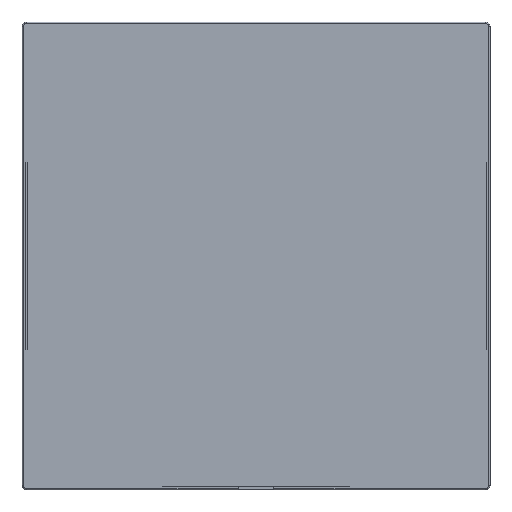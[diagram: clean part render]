
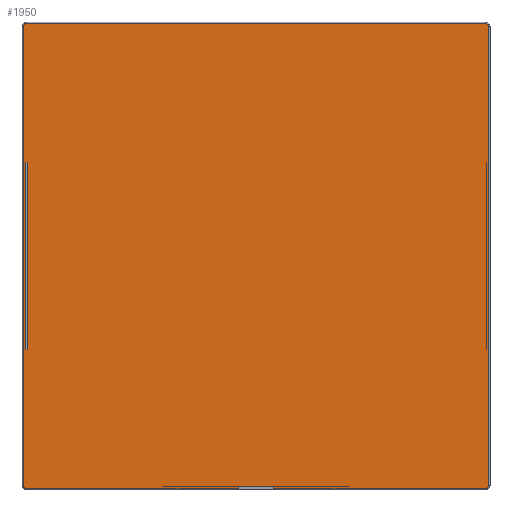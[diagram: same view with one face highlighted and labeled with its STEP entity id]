
A CAD part, left-side view. The second image highlights one B-rep face of the part: STEP entity #1950.
In plain terms, the highlighted planar face has unit normal (-1, 0, 0).
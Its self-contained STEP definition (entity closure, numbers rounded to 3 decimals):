
#49=PLANE('',#2238);
#119=ELLIPSE('',#2239,1.001,1.);
#120=ELLIPSE('',#2240,1.001,1.);
#121=ELLIPSE('',#2241,1.001,1.);
#122=ELLIPSE('',#2242,1.001,1.);
#249=LINE('',#3411,#409);
#255=LINE('',#3424,#415);
#258=LINE('',#3430,#418);
#264=LINE('',#3443,#424);
#265=LINE('',#3446,#425);
#266=LINE('',#3448,#426);
#267=LINE('',#3450,#427);
#268=LINE('',#3451,#428);
#269=LINE('',#3453,#429);
#270=LINE('',#3455,#430);
#271=LINE('',#3457,#431);
#272=LINE('',#3459,#432);
#273=LINE('',#3463,#433);
#274=LINE('',#3467,#434);
#275=LINE('',#3471,#435);
#276=LINE('',#3475,#436);
#277=LINE('',#3477,#437);
#278=LINE('',#3479,#438);
#279=LINE('',#3480,#439);
#280=LINE('',#3481,#440);
#409=VECTOR('',#2730,1000.);
#415=VECTOR('',#2738,1000.);
#418=VECTOR('',#2743,1000.);
#424=VECTOR('',#2755,1000.);
#425=VECTOR('',#2756,1000.);
#426=VECTOR('',#2757,1000.);
#427=VECTOR('',#2758,1000.);
#428=VECTOR('',#2759,1000.);
#429=VECTOR('',#2760,1000.);
#430=VECTOR('',#2761,1000.);
#431=VECTOR('',#2762,1000.);
#432=VECTOR('',#2763,1000.);
#433=VECTOR('',#2766,1000.);
#434=VECTOR('',#2769,1000.);
#435=VECTOR('',#2772,1000.);
#436=VECTOR('',#2775,1000.);
#437=VECTOR('',#2776,1000.);
#438=VECTOR('',#2777,1000.);
#439=VECTOR('',#2778,1000.);
#440=VECTOR('',#2779,1000.);
#869=ORIENTED_EDGE('',*,*,#1257,.T.);
#870=ORIENTED_EDGE('',*,*,#1258,.F.);
#871=ORIENTED_EDGE('',*,*,#1259,.T.);
#872=ORIENTED_EDGE('',*,*,#1260,.T.);
#873=ORIENTED_EDGE('',*,*,#1261,.T.);
#874=ORIENTED_EDGE('',*,*,#1247,.F.);
#875=ORIENTED_EDGE('',*,*,#1262,.T.);
#876=ORIENTED_EDGE('',*,*,#1263,.T.);
#877=ORIENTED_EDGE('',*,*,#1264,.T.);
#878=ORIENTED_EDGE('',*,*,#1265,.T.);
#879=ORIENTED_EDGE('',*,*,#1266,.T.);
#880=ORIENTED_EDGE('',*,*,#1267,.T.);
#881=ORIENTED_EDGE('',*,*,#1268,.T.);
#882=ORIENTED_EDGE('',*,*,#1269,.T.);
#883=ORIENTED_EDGE('',*,*,#1270,.T.);
#884=ORIENTED_EDGE('',*,*,#1271,.T.);
#885=ORIENTED_EDGE('',*,*,#1272,.T.);
#886=ORIENTED_EDGE('',*,*,#1273,.T.);
#887=ORIENTED_EDGE('',*,*,#1274,.T.);
#888=ORIENTED_EDGE('',*,*,#1275,.T.);
#889=ORIENTED_EDGE('',*,*,#1276,.T.);
#890=ORIENTED_EDGE('',*,*,#1241,.F.);
#891=ORIENTED_EDGE('',*,*,#1277,.T.);
#892=ORIENTED_EDGE('',*,*,#1250,.T.);
#1241=EDGE_CURVE('',#1487,#1483,#249,.T.);
#1247=EDGE_CURVE('',#1493,#1494,#255,.T.);
#1250=EDGE_CURVE('',#1496,#1497,#258,.T.);
#1257=EDGE_CURVE('',#1500,#1501,#264,.T.);
#1258=EDGE_CURVE('',#1502,#1501,#265,.T.);
#1259=EDGE_CURVE('',#1502,#1503,#266,.T.);
#1260=EDGE_CURVE('',#1503,#1500,#267,.T.);
#1261=EDGE_CURVE('',#1504,#1494,#268,.T.);
#1262=EDGE_CURVE('',#1493,#1505,#269,.T.);
#1263=EDGE_CURVE('',#1505,#1506,#270,.T.);
#1264=EDGE_CURVE('',#1506,#1507,#271,.T.);
#1265=EDGE_CURVE('',#1507,#1508,#272,.T.);
#1266=EDGE_CURVE('',#1508,#1509,#119,.F.);
#1267=EDGE_CURVE('',#1509,#1510,#273,.T.);
#1268=EDGE_CURVE('',#1510,#1511,#120,.F.);
#1269=EDGE_CURVE('',#1511,#1512,#274,.F.);
#1270=EDGE_CURVE('',#1512,#1513,#121,.F.);
#1271=EDGE_CURVE('',#1513,#1514,#275,.T.);
#1272=EDGE_CURVE('',#1514,#1515,#122,.F.);
#1273=EDGE_CURVE('',#1515,#1516,#276,.T.);
#1274=EDGE_CURVE('',#1516,#1517,#277,.T.);
#1275=EDGE_CURVE('',#1517,#1504,#278,.T.);
#1276=EDGE_CURVE('',#1497,#1483,#279,.T.);
#1277=EDGE_CURVE('',#1487,#1496,#280,.T.);
#1483=VERTEX_POINT('',#3399);
#1487=VERTEX_POINT('',#3410);
#1493=VERTEX_POINT('',#3423);
#1494=VERTEX_POINT('',#3425);
#1496=VERTEX_POINT('',#3431);
#1497=VERTEX_POINT('',#3432);
#1500=VERTEX_POINT('',#3444);
#1501=VERTEX_POINT('',#3445);
#1502=VERTEX_POINT('',#3447);
#1503=VERTEX_POINT('',#3449);
#1504=VERTEX_POINT('',#3452);
#1505=VERTEX_POINT('',#3454);
#1506=VERTEX_POINT('',#3456);
#1507=VERTEX_POINT('',#3458);
#1508=VERTEX_POINT('',#3460);
#1509=VERTEX_POINT('',#3462);
#1510=VERTEX_POINT('',#3464);
#1511=VERTEX_POINT('',#3466);
#1512=VERTEX_POINT('',#3468);
#1513=VERTEX_POINT('',#3470);
#1514=VERTEX_POINT('',#3472);
#1515=VERTEX_POINT('',#3474);
#1516=VERTEX_POINT('',#3476);
#1517=VERTEX_POINT('',#3478);
#1716=EDGE_LOOP('',(#869,#870,#871,#872));
#1717=EDGE_LOOP('',(#873,#874,#875,#876,#877,#878,#879,#880,#881,#882,#883,
#884,#885,#886,#887,#888));
#1718=EDGE_LOOP('',(#889,#890,#891,#892));
#1831=FACE_BOUND('',#1716,.T.);
#1832=FACE_BOUND('',#1717,.T.);
#1833=FACE_BOUND('',#1718,.T.);
#1950=ADVANCED_FACE('',(#1831,#1832,#1833),#49,.F.);
#2238=AXIS2_PLACEMENT_3D('',#3442,#2753,#2754);
#2239=AXIS2_PLACEMENT_3D('',#3461,#2764,#2765);
#2240=AXIS2_PLACEMENT_3D('',#3465,#2767,#2768);
#2241=AXIS2_PLACEMENT_3D('',#3469,#2770,#2771);
#2242=AXIS2_PLACEMENT_3D('',#3473,#2773,#2774);
#2730=DIRECTION('',(0.,0.,1.));
#2738=DIRECTION('',(0.,1.,0.));
#2743=DIRECTION('',(0.,0.,1.));
#2753=DIRECTION('',(1.,0.,0.));
#2754=DIRECTION('',(0.,1.,0.));
#2755=DIRECTION('',(0.,1.,0.));
#2756=DIRECTION('',(0.,0.,-1.));
#2757=DIRECTION('',(0.,-1.,0.));
#2758=DIRECTION('',(0.,0.,-1.));
#2759=DIRECTION('',(0.,0.,1.));
#2760=DIRECTION('',(0.,0.,-1.));
#2761=DIRECTION('',(0.,1.,0.));
#2762=DIRECTION('',(0.,0.,-1.));
#2763=DIRECTION('',(0.,-1.,0.));
#2764=DIRECTION('',(1.,0.,0.));
#2765=DIRECTION('',(0.,0.707,0.707));
#2766=DIRECTION('',(0.,0.,1.));
#2767=DIRECTION('',(1.,0.,0.));
#2768=DIRECTION('',(0.,0.707,-0.707));
#2769=DIRECTION('',(0.,-1.,0.));
#2770=DIRECTION('',(1.,0.,0.));
#2771=DIRECTION('',(0.,-0.707,-0.707));
#2772=DIRECTION('',(0.,0.,-1.));
#2773=DIRECTION('',(1.,0.,0.));
#2774=DIRECTION('',(0.,-0.707,0.707));
#2775=DIRECTION('',(0.,-1.,0.));
#2776=DIRECTION('',(0.,0.,1.));
#2777=DIRECTION('',(0.,1.,0.));
#2778=DIRECTION('',(0.,-1.,0.));
#2779=DIRECTION('',(0.,1.,0.));
#3399=CARTESIAN_POINT('',(49.25,77.179,31.703));
#3410=CARTESIAN_POINT('',(49.25,77.179,-31.703));
#3411=CARTESIAN_POINT('',(49.25,77.179,-77.672));
#3423=CARTESIAN_POINT('',(49.25,-31.703,-77.672));
#3424=CARTESIAN_POINT('',(49.25,-77.672,-77.672));
#3425=CARTESIAN_POINT('',(49.25,31.703,-77.672));
#3430=CARTESIAN_POINT('',(49.25,77.735,-31.703));
#3431=CARTESIAN_POINT('',(49.25,77.735,-31.703));
#3432=CARTESIAN_POINT('',(49.25,77.735,31.703));
#3442=CARTESIAN_POINT('',(49.25,0.,0.));
#3443=CARTESIAN_POINT('',(49.25,-77.735,-31.703));
#3444=CARTESIAN_POINT('',(49.25,-77.735,-31.703));
#3445=CARTESIAN_POINT('',(49.25,-77.672,-31.703));
#3446=CARTESIAN_POINT('',(49.25,-77.672,77.878));
#3447=CARTESIAN_POINT('',(49.25,-77.672,31.703));
#3448=CARTESIAN_POINT('',(49.25,-70.045,31.703));
#3449=CARTESIAN_POINT('',(49.25,-77.735,31.703));
#3450=CARTESIAN_POINT('',(49.25,-77.735,31.703));
#3451=CARTESIAN_POINT('',(49.25,31.703,-77.735));
#3452=CARTESIAN_POINT('',(49.25,31.703,-77.735));
#3453=CARTESIAN_POINT('',(49.25,-31.703,-70.045));
#3454=CARTESIAN_POINT('',(49.25,-31.703,-77.735));
#3455=CARTESIAN_POINT('',(49.25,-31.703,-77.735));
#3456=CARTESIAN_POINT('',(49.25,-6.,-77.735));
#3457=CARTESIAN_POINT('',(49.25,-6.,-70.));
#3458=CARTESIAN_POINT('',(49.25,-6.,-78.485));
#3459=CARTESIAN_POINT('',(49.25,0.,-78.485));
#3460=CARTESIAN_POINT('',(49.25,-77.485,-78.485));
#3461=CARTESIAN_POINT('',(49.25,-77.484,-77.484));
#3462=CARTESIAN_POINT('',(49.25,-78.485,-77.485));
#3463=CARTESIAN_POINT('',(49.25,-78.485,0.));
#3464=CARTESIAN_POINT('',(49.25,-78.485,77.485));
#3465=CARTESIAN_POINT('',(49.25,-77.484,77.484));
#3466=CARTESIAN_POINT('',(49.25,-77.485,78.485));
#3467=CARTESIAN_POINT('',(49.25,0.,78.485));
#3468=CARTESIAN_POINT('',(49.25,77.485,78.485));
#3469=CARTESIAN_POINT('',(49.25,77.484,77.484));
#3470=CARTESIAN_POINT('',(49.25,78.485,77.485));
#3471=CARTESIAN_POINT('',(49.25,78.485,0.));
#3472=CARTESIAN_POINT('',(49.25,78.485,-77.485));
#3473=CARTESIAN_POINT('',(49.25,77.484,-77.484));
#3474=CARTESIAN_POINT('',(49.25,77.485,-78.485));
#3475=CARTESIAN_POINT('',(49.25,0.,-78.485));
#3476=CARTESIAN_POINT('',(49.25,6.,-78.485));
#3477=CARTESIAN_POINT('',(49.25,6.,-82.));
#3478=CARTESIAN_POINT('',(49.25,6.,-77.735));
#3479=CARTESIAN_POINT('',(49.25,-31.703,-77.735));
#3480=CARTESIAN_POINT('',(49.25,77.735,31.703));
#3481=CARTESIAN_POINT('',(49.25,70.045,-31.703));
